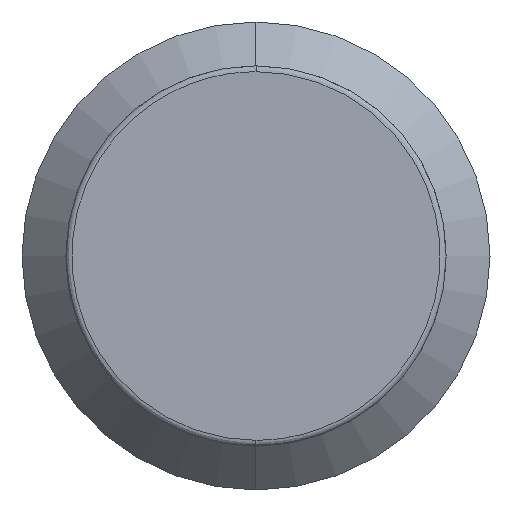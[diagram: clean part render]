
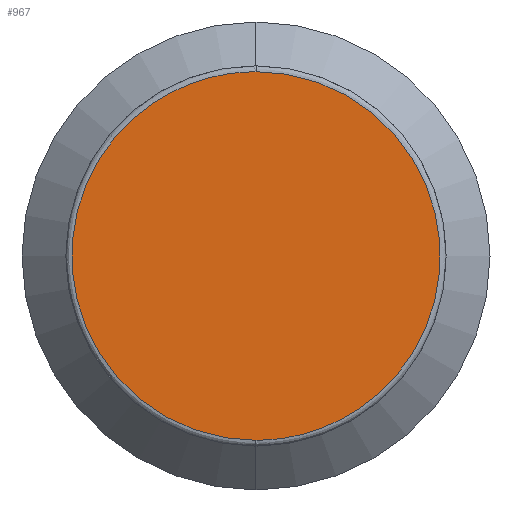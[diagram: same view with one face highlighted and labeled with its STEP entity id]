
A CAD part, left-side view. The second image highlights one B-rep face of the part: STEP entity #967.
In plain terms, the highlighted planar face has unit normal (-1, 0, 0).
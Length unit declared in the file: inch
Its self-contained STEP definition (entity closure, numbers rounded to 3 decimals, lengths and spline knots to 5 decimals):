
#135 = AXIS2_PLACEMENT_3D ( 'NONE', #511, #2624, #434 ) ;
#185 = CARTESIAN_POINT ( 'NONE',  ( -0.01181, -0.24803, -0.12402 ) ) ;
#434 = DIRECTION ( 'NONE',  ( 0., 0., 1. ) ) ;
#461 = EDGE_CURVE ( 'NONE', #2332, #552, #2820, .T. ) ;
#511 = CARTESIAN_POINT ( 'NONE',  ( -0.01181, 0., 0. ) ) ;
#552 = VERTEX_POINT ( 'NONE', #602 ) ;
#602 = CARTESIAN_POINT ( 'NONE',  ( -0.01181, 0., -0.12402 ) ) ;
#659 = ORIENTED_EDGE ( 'NONE', *, *, #461, .F. ) ;
#967 = ADVANCED_FACE ( 'NONE', ( #1500 ), #1925, .T. ) ;
#1302 =( BOUNDED_CURVE ( )  B_SPLINE_CURVE ( 3, ( #2828, #1682, #2601, #1690 ),
 .UNSPECIFIED., .F., .F. ) 
 B_SPLINE_CURVE_WITH_KNOTS ( ( 4, 4 ),
 ( 0.5, 1. ),
 .UNSPECIFIED. ) 
 CURVE ( )  GEOMETRIC_REPRESENTATION_ITEM ( )  RATIONAL_B_SPLINE_CURVE ( ( 1., 0.333, 0.333, 1. ) ) 
 REPRESENTATION_ITEM ( '' )  );
#1374 = CARTESIAN_POINT ( 'NONE',  ( -0.01181, 0., -0.12402 ) ) ;
#1488 = ORIENTED_EDGE ( 'NONE', *, *, #2626, .F. ) ;
#1500 = FACE_OUTER_BOUND ( 'NONE', #1825, .T. ) ;
#1629 = CARTESIAN_POINT ( 'NONE',  ( -0.01181, 0., 0.12402 ) ) ;
#1682 = CARTESIAN_POINT ( 'NONE',  ( -0.01181, 0.24803, -0.12402 ) ) ;
#1690 = CARTESIAN_POINT ( 'NONE',  ( -0.01181, 0., 0.12402 ) ) ;
#1825 = EDGE_LOOP ( 'NONE', ( #659, #1488 ) ) ;
#1839 = CARTESIAN_POINT ( 'NONE',  ( -0.01181, -0.24803, 0.12402 ) ) ;
#1925 = PLANE ( 'NONE',  #135 ) ;
#2332 = VERTEX_POINT ( 'NONE', #1629 ) ;
#2601 = CARTESIAN_POINT ( 'NONE',  ( -0.01181, 0.24803, 0.12402 ) ) ;
#2624 = DIRECTION ( 'NONE',  ( -1., 0., 0. ) ) ;
#2626 = EDGE_CURVE ( 'NONE', #552, #2332, #1302, .T. ) ;
#2759 = CARTESIAN_POINT ( 'NONE',  ( -0.01181, 0., 0.12402 ) ) ;
#2820 =( BOUNDED_CURVE ( )  B_SPLINE_CURVE ( 3, ( #2759, #1839, #185, #1374 ),
 .UNSPECIFIED., .F., .F. ) 
 B_SPLINE_CURVE_WITH_KNOTS ( ( 4, 4 ),
 ( 0., 0.5 ),
 .UNSPECIFIED. ) 
 CURVE ( )  GEOMETRIC_REPRESENTATION_ITEM ( )  RATIONAL_B_SPLINE_CURVE ( ( 1., 0.333, 0.333, 1. ) ) 
 REPRESENTATION_ITEM ( '' )  );
#2828 = CARTESIAN_POINT ( 'NONE',  ( -0.01181, 0., -0.12402 ) ) ;
